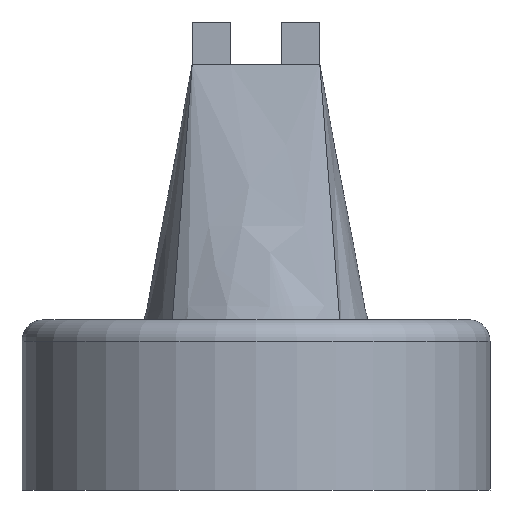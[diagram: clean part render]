
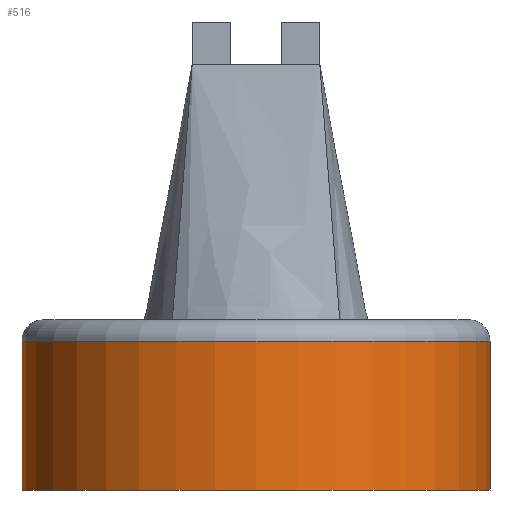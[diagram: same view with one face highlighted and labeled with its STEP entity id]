
A CAD part, front view. The second image highlights one B-rep face of the part: STEP entity #516.
In plain terms, the highlighted cylindrical face has radius 55 mm (diameter 110 mm), a full revolution.
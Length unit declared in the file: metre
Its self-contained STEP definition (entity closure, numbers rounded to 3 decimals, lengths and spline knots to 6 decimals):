
#19=CYLINDRICAL_SURFACE('',#561,0.055);
#24=CIRCLE('',#562,0.055);
#25=CIRCLE('',#563,0.055);
#189=ORIENTED_EDGE('',*,*,#331,.T.);
#190=ORIENTED_EDGE('',*,*,#332,.T.);
#331=EDGE_CURVE('',#400,#400,#24,.F.);
#332=EDGE_CURVE('',#401,#401,#25,.T.);
#400=VERTEX_POINT('',#963);
#401=VERTEX_POINT('',#965);
#433=EDGE_LOOP('',(#189));
#434=EDGE_LOOP('',(#190));
#473=FACE_BOUND('',#433,.T.);
#474=FACE_BOUND('',#434,.T.);
#516=ADVANCED_FACE('',(#473,#474),#19,.T.);
#561=AXIS2_PLACEMENT_3D('',#961,#638,#639);
#562=AXIS2_PLACEMENT_3D('',#962,#640,#641);
#563=AXIS2_PLACEMENT_3D('',#964,#642,#643);
#638=DIRECTION('',(0.,0.,-1.));
#639=DIRECTION('',(-1.,0.,0.));
#640=DIRECTION('',(0.,0.,1.));
#641=DIRECTION('',(1.,0.,0.));
#642=DIRECTION('',(0.,0.,1.));
#643=DIRECTION('',(1.,0.,0.));
#961=CARTESIAN_POINT('',(0.,0.,0.04));
#962=CARTESIAN_POINT('',(0.,0.,0.035));
#963=CARTESIAN_POINT('',(0.055,0.,0.035));
#964=CARTESIAN_POINT('',(0.,0.,0.));
#965=CARTESIAN_POINT('',(0.055,0.,0.));
